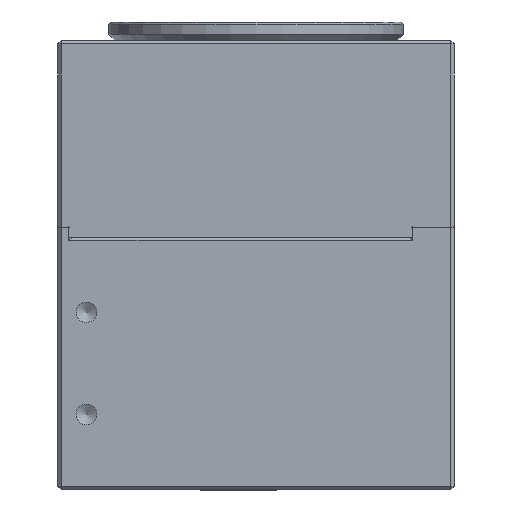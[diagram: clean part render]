
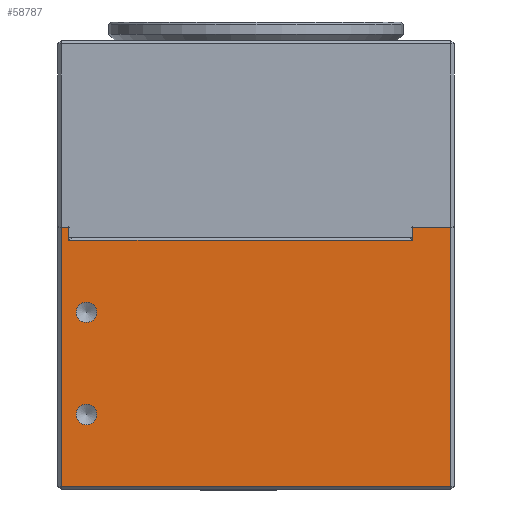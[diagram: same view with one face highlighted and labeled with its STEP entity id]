
A CAD part, left-side view. The second image highlights one B-rep face of the part: STEP entity #58787.
In plain terms, the highlighted planar face has unit normal (-1, 0, 0).
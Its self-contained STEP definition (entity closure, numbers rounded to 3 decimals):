
#26784=CIRCLE('',#56140,2.5);
#26785=CIRCLE('',#56141,2.5);
#29436=ORIENTED_EDGE('',*,*,#38470,.F.);
#29437=ORIENTED_EDGE('',*,*,#38471,.T.);
#29438=ORIENTED_EDGE('',*,*,#38472,.T.);
#29439=ORIENTED_EDGE('',*,*,#38473,.F.);
#29440=ORIENTED_EDGE('',*,*,#38467,.T.);
#29441=ORIENTED_EDGE('',*,*,#38474,.T.);
#29442=ORIENTED_EDGE('',*,*,#38475,.T.);
#29443=ORIENTED_EDGE('',*,*,#38476,.F.);
#29444=ORIENTED_EDGE('',*,*,#38477,.F.);
#29445=ORIENTED_EDGE('',*,*,#38478,.F.);
#33598=VECTOR('',#44627,1.);
#33601=VECTOR('',#44634,1.);
#33602=VECTOR('',#44635,1.);
#33603=VECTOR('',#44636,1.);
#33604=VECTOR('',#44637,1.);
#33605=VECTOR('',#44638,1.);
#33606=VECTOR('',#44639,1.);
#33607=VECTOR('',#44640,1.);
#35074=LINE('',#50546,#33598);
#35077=LINE('',#50554,#33601);
#35078=LINE('',#50556,#33602);
#35079=LINE('',#50557,#33603);
#35080=LINE('',#50559,#33604);
#35081=LINE('',#50561,#33605);
#35082=LINE('',#50563,#33606);
#35083=LINE('',#50564,#33607);
#36552=VERTEX_POINT('',#50544);
#36553=VERTEX_POINT('',#50545);
#36554=VERTEX_POINT('',#50550);
#36555=VERTEX_POINT('',#50552);
#36556=VERTEX_POINT('',#50553);
#36557=VERTEX_POINT('',#50555);
#36558=VERTEX_POINT('',#50558);
#36559=VERTEX_POINT('',#50560);
#36560=VERTEX_POINT('',#50562);
#36561=VERTEX_POINT('',#50565);
#38467=EDGE_CURVE('',#36552,#36553,#35074,.T.);
#38470=EDGE_CURVE('',#36554,#36554,#26784,.T.);
#38471=EDGE_CURVE('',#36555,#36556,#35077,.T.);
#38472=EDGE_CURVE('',#36556,#36557,#35078,.T.);
#38473=EDGE_CURVE('',#36552,#36557,#35079,.T.);
#38474=EDGE_CURVE('',#36553,#36558,#35080,.T.);
#38475=EDGE_CURVE('',#36558,#36559,#35081,.T.);
#38476=EDGE_CURVE('',#36560,#36559,#35082,.T.);
#38477=EDGE_CURVE('',#36555,#36560,#35083,.T.);
#38478=EDGE_CURVE('',#36561,#36561,#26785,.T.);
#40698=EDGE_LOOP('',(#29436));
#40699=EDGE_LOOP('',(#29437,#29438,#29439,#29440,#29441,#29442,#29443,#29444));
#40700=EDGE_LOOP('',(#29445));
#41991=FACE_BOUND('',#40698,.T.);
#41992=FACE_BOUND('',#40699,.T.);
#41993=FACE_BOUND('',#40700,.T.);
#44627=DIRECTION('',(0.,0.,-3.1));
#44630=DIRECTION('',(-1.,0.,0.));
#44631=DIRECTION('',(0.,1.,0.));
#44632=DIRECTION('',(-1.,0.,0.));
#44633=DIRECTION('',(0.,-2.5,0.));
#44634=DIRECTION('',(0.,-95.4,0.));
#44635=DIRECTION('',(0.,0.,63.4));
#44636=DIRECTION('',(0.,-9.4,0.));
#44637=DIRECTION('',(0.,84.1,0.));
#44638=DIRECTION('',(0.,0.,3.1));
#44639=DIRECTION('',(0.,-1.9,0.));
#44640=DIRECTION('',(0.,0.,63.4));
#44641=DIRECTION('',(-1.,0.,0.));
#44642=DIRECTION('',(0.,-2.5,0.));
#50544=CARTESIAN_POINT('',(0.,10.2,64.2));
#50545=CARTESIAN_POINT('',(0.,10.2,61.1));
#50546=CARTESIAN_POINT('',(0.,10.2,64.2));
#50549=CARTESIAN_POINT('',(0.,90.,40.5));
#50550=CARTESIAN_POINT('',(0.,87.5,43.5));
#50551=CARTESIAN_POINT('',(0.,90.,43.5));
#50552=CARTESIAN_POINT('',(0.,96.2,0.8));
#50553=CARTESIAN_POINT('',(0.,0.8,0.8));
#50554=CARTESIAN_POINT('',(0.,96.2,0.8));
#50555=CARTESIAN_POINT('',(0.,0.8,64.2));
#50556=CARTESIAN_POINT('',(0.,0.8,0.8));
#50557=CARTESIAN_POINT('',(0.,10.2,64.2));
#50558=CARTESIAN_POINT('',(0.,94.3,61.1));
#50559=CARTESIAN_POINT('',(0.,10.2,61.1));
#50560=CARTESIAN_POINT('',(0.,94.3,64.2));
#50561=CARTESIAN_POINT('',(0.,94.3,61.1));
#50562=CARTESIAN_POINT('',(0.,96.2,64.2));
#50563=CARTESIAN_POINT('',(0.,96.2,64.2));
#50564=CARTESIAN_POINT('',(0.,96.2,0.8));
#50565=CARTESIAN_POINT('',(0.,87.5,18.5));
#50566=CARTESIAN_POINT('',(0.,90.,18.5));
#56139=AXIS2_PLACEMENT_3D('',#50549,#44630,#44631);
#56140=AXIS2_PLACEMENT_3D('',#50551,#44632,#44633);
#56141=AXIS2_PLACEMENT_3D('',#50566,#44641,#44642);
#57918=PLANE('',#56139);
#58787=ADVANCED_FACE('',(#41991,#41992,#41993),#57918,.T.);
